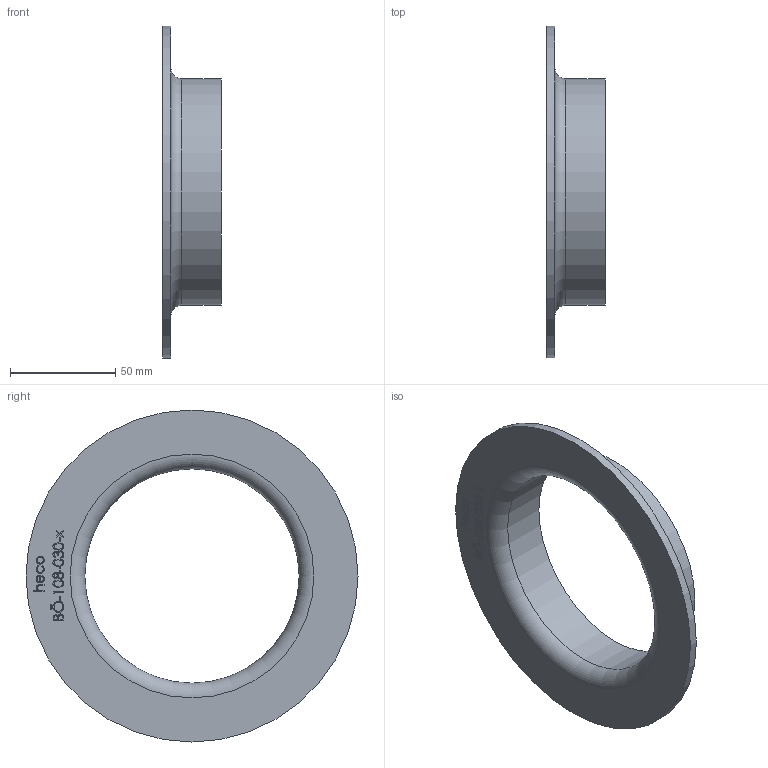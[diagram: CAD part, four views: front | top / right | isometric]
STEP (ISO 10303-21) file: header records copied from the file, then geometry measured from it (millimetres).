
FILE_DESCRIPTION (( 'STEP AP214' ), '1' );
FILE_NAME ('BÖ-108-030-x Vorschweissbördel 2012.STEP', '2020-12-02T15:00:01', ( '' ), ( '' ), 'SwSTEP 2.0', 'SolidWorks 2019', '' );
FILE_SCHEMA (( 'AUTOMOTIVE_DESIGN' ));
Length unit declared in the file: millimetre
Products named in the file (1): BÖ-108-030-x Vorschweissbördel 2012
Bounding box: 28 x 158 x 158 mm (x, y, z)
Volume: 67874.4 mm3; surface area: 40325.4 mm2
Topology: 1 solids, 1 shells, 209 faces, 532 edges, 354 vertices
Faces by surface type: bspline 118, plane 86, cylinder 3, torus 2
Full cylindrical faces by diameter (mm): 102 x1, 108 x1, 158 x1
Entity records: 15216 total; most frequent: CARTESIAN_POINT 8841, ORIENTED_EDGE 1054, EDGE_CURVE 527, DIRECTION 483, VERTEX_POINT 354, LINE 283, VECTOR 283, EDGE_LOOP 245
